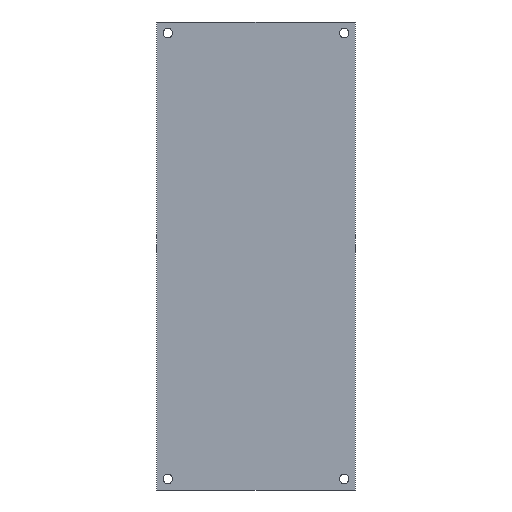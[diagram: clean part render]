
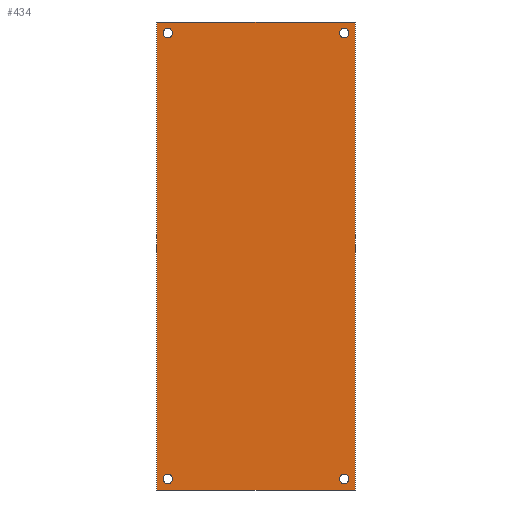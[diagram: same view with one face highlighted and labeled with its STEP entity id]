
A CAD part, front view. The second image highlights one B-rep face of the part: STEP entity #434.
In plain terms, the highlighted planar face has unit normal (0, -1, 0).
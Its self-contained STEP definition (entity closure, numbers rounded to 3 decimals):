
#15=FACE_BOUND('',#77,.T.);
#16=FACE_BOUND('',#78,.T.);
#17=FACE_BOUND('',#79,.T.);
#18=FACE_BOUND('',#80,.T.);
#28=PLANE('',#503);
#55=FACE_OUTER_BOUND('',#76,.T.);
#76=EDGE_LOOP('',(#364,#365,#366,#367));
#77=EDGE_LOOP('',(#368,#369));
#78=EDGE_LOOP('',(#370,#371));
#79=EDGE_LOOP('',(#372,#373));
#80=EDGE_LOOP('',(#374,#375));
#111=LINE('',#746,#143);
#112=LINE('',#749,#144);
#113=LINE('',#751,#145);
#114=LINE('',#752,#146);
#143=VECTOR('',#617,10.);
#144=VECTOR('',#620,10.);
#145=VECTOR('',#621,10.);
#146=VECTOR('',#622,10.);
#160=CIRCLE('',#467,1.7);
#161=CIRCLE('',#468,1.7);
#166=CIRCLE('',#475,1.7);
#167=CIRCLE('',#476,1.7);
#172=CIRCLE('',#483,1.7);
#173=CIRCLE('',#484,1.7);
#178=CIRCLE('',#491,1.7);
#179=CIRCLE('',#492,1.7);
#190=VERTEX_POINT('',#660);
#191=VERTEX_POINT('',#662);
#196=VERTEX_POINT('',#676);
#197=VERTEX_POINT('',#678);
#202=VERTEX_POINT('',#692);
#203=VERTEX_POINT('',#694);
#208=VERTEX_POINT('',#708);
#209=VERTEX_POINT('',#710);
#218=VERTEX_POINT('',#739);
#221=VERTEX_POINT('',#744);
#222=VERTEX_POINT('',#748);
#223=VERTEX_POINT('',#750);
#236=EDGE_CURVE('',#191,#190,#160,.T.);
#237=EDGE_CURVE('',#190,#191,#161,.T.);
#244=EDGE_CURVE('',#197,#196,#166,.T.);
#245=EDGE_CURVE('',#196,#197,#167,.T.);
#252=EDGE_CURVE('',#203,#202,#172,.T.);
#253=EDGE_CURVE('',#202,#203,#173,.T.);
#260=EDGE_CURVE('',#209,#208,#178,.T.);
#261=EDGE_CURVE('',#208,#209,#179,.T.);
#277=EDGE_CURVE('',#218,#221,#111,.T.);
#278=EDGE_CURVE('',#222,#218,#112,.T.);
#279=EDGE_CURVE('',#223,#221,#113,.T.);
#280=EDGE_CURVE('',#222,#223,#114,.T.);
#364=ORIENTED_EDGE('',*,*,#278,.T.);
#365=ORIENTED_EDGE('',*,*,#277,.T.);
#366=ORIENTED_EDGE('',*,*,#279,.F.);
#367=ORIENTED_EDGE('',*,*,#280,.F.);
#368=ORIENTED_EDGE('',*,*,#236,.T.);
#369=ORIENTED_EDGE('',*,*,#237,.T.);
#370=ORIENTED_EDGE('',*,*,#244,.T.);
#371=ORIENTED_EDGE('',*,*,#245,.T.);
#372=ORIENTED_EDGE('',*,*,#252,.T.);
#373=ORIENTED_EDGE('',*,*,#253,.T.);
#374=ORIENTED_EDGE('',*,*,#260,.T.);
#375=ORIENTED_EDGE('',*,*,#261,.T.);
#434=ADVANCED_FACE('',(#55,#15,#16,#17,#18),#28,.T.);
#467=AXIS2_PLACEMENT_3D('',#663,#528,#529);
#468=AXIS2_PLACEMENT_3D('',#664,#530,#531);
#475=AXIS2_PLACEMENT_3D('',#679,#546,#547);
#476=AXIS2_PLACEMENT_3D('',#680,#548,#549);
#483=AXIS2_PLACEMENT_3D('',#695,#564,#565);
#484=AXIS2_PLACEMENT_3D('',#696,#566,#567);
#491=AXIS2_PLACEMENT_3D('',#711,#582,#583);
#492=AXIS2_PLACEMENT_3D('',#712,#584,#585);
#503=AXIS2_PLACEMENT_3D('',#747,#618,#619);
#528=DIRECTION('center_axis',(0.,1.,0.));
#529=DIRECTION('ref_axis',(1.,0.,0.));
#530=DIRECTION('center_axis',(0.,1.,0.));
#531=DIRECTION('ref_axis',(1.,0.,0.));
#546=DIRECTION('center_axis',(0.,1.,0.));
#547=DIRECTION('ref_axis',(1.,0.,0.));
#548=DIRECTION('center_axis',(0.,1.,0.));
#549=DIRECTION('ref_axis',(1.,0.,0.));
#564=DIRECTION('center_axis',(0.,1.,0.));
#565=DIRECTION('ref_axis',(1.,0.,0.));
#566=DIRECTION('center_axis',(0.,1.,0.));
#567=DIRECTION('ref_axis',(1.,0.,0.));
#582=DIRECTION('center_axis',(0.,1.,0.));
#583=DIRECTION('ref_axis',(1.,0.,0.));
#584=DIRECTION('center_axis',(0.,1.,0.));
#585=DIRECTION('ref_axis',(1.,0.,0.));
#617=DIRECTION('',(0.,0.,1.));
#618=DIRECTION('center_axis',(0.,-1.,0.));
#619=DIRECTION('ref_axis',(1.,0.,0.));
#620=DIRECTION('',(1.,0.,0.));
#621=DIRECTION('',(1.,0.,0.));
#622=DIRECTION('',(0.,0.,1.));
#660=CARTESIAN_POINT('',(-33.7,0.,4.));
#662=CARTESIAN_POINT('',(-30.3,0.,4.));
#663=CARTESIAN_POINT('Origin',(-32.,0.,4.));
#664=CARTESIAN_POINT('Origin',(-32.,0.,4.));
#676=CARTESIAN_POINT('',(-33.7,0.,166.));
#678=CARTESIAN_POINT('',(-30.3,0.,166.));
#679=CARTESIAN_POINT('Origin',(-32.,0.,166.));
#680=CARTESIAN_POINT('Origin',(-32.,0.,166.));
#692=CARTESIAN_POINT('',(30.3,0.,166.));
#694=CARTESIAN_POINT('',(33.7,0.,166.));
#695=CARTESIAN_POINT('Origin',(32.,0.,166.));
#696=CARTESIAN_POINT('Origin',(32.,0.,166.));
#708=CARTESIAN_POINT('',(30.3,0.,4.));
#710=CARTESIAN_POINT('',(33.7,0.,4.));
#711=CARTESIAN_POINT('Origin',(32.,0.,4.));
#712=CARTESIAN_POINT('Origin',(32.,0.,4.));
#739=CARTESIAN_POINT('',(36.,0.,0.));
#744=CARTESIAN_POINT('',(36.,0.,170.));
#746=CARTESIAN_POINT('',(36.,0.,0.));
#747=CARTESIAN_POINT('Origin',(-36.,0.,0.));
#748=CARTESIAN_POINT('',(-36.,0.,0.));
#749=CARTESIAN_POINT('',(-36.,0.,0.));
#750=CARTESIAN_POINT('',(-36.,0.,170.));
#751=CARTESIAN_POINT('',(-36.,0.,170.));
#752=CARTESIAN_POINT('',(-36.,0.,0.));
